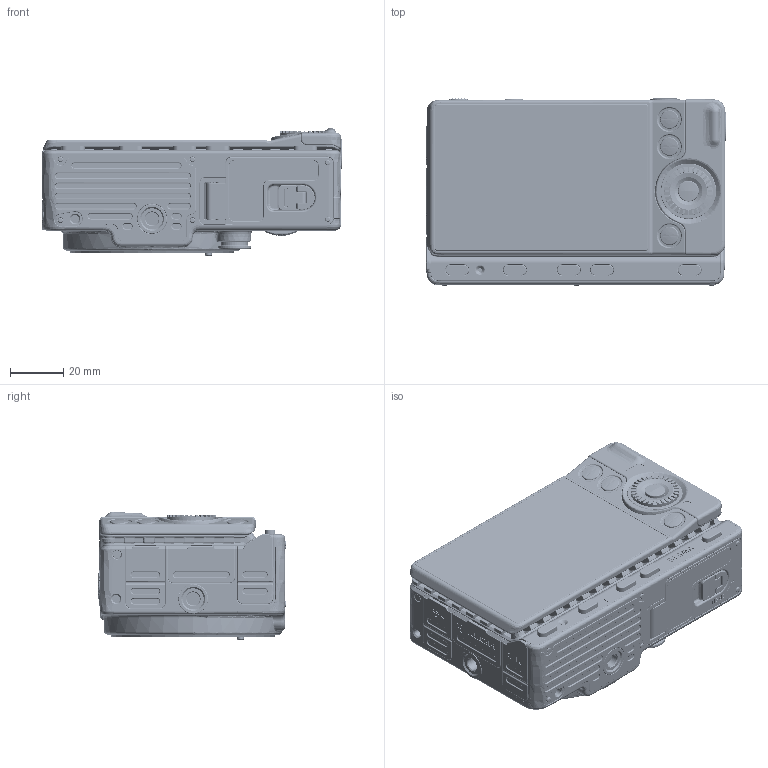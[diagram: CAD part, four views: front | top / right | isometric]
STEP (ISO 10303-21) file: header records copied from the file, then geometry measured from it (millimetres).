
FILE_DESCRIPTION (( 'STEP AP214' ), '1' );
FILE_NAME ('SIGMA_fp_ver4.STEP', '2021-02-03T06:30:06', ( '' ), ( '' ), 'SwSTEP 2.0', 'SolidWorks 2017', '' );
FILE_SCHEMA (( 'AUTOMOTIVE_DESIGN' ));
Products named in the file (1): SIGMA_fp_ver4
Bounding box: 112.7 x 70.92 x 48.32 mm (x, y, z)
Volume: 233532.7 mm3; surface area: 62539.7 mm2
Topology: 1 solids, 70 shells, 10267 faces, 25050 edges, 14519 vertices
Faces by surface type: cylinder 3141, plane 2746, bspline 2682, torus 992, cone 369, sphere 337
Entity records: 389062 total; most frequent: CARTESIAN_POINT 171619, ORIENTED_EDGE 49290, DIRECTION 40136, EDGE_CURVE 24645, AXIS2_PLACEMENT_3D 15132, VERTEX_POINT 14508, EDGE_LOOP 10497, FACE_OUTER_BOUND 10266
